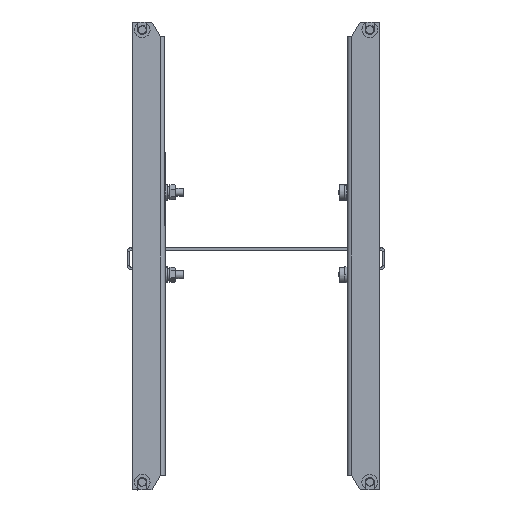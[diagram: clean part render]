
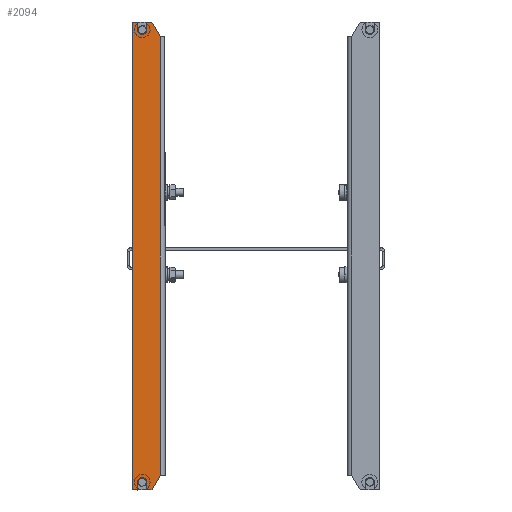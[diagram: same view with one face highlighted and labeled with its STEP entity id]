
A CAD part, left-side view. The second image highlights one B-rep face of the part: STEP entity #2094.
In plain terms, the highlighted face is planar.
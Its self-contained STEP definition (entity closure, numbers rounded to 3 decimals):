
#22 = DIRECTION ( 'NONE',  ( 1., 0., 0. ) ) ;
#43 = VERTEX_POINT ( 'NONE', #3224 ) ;
#192 = DIRECTION ( 'NONE',  ( 1., 0., 0. ) ) ;
#230 = LINE ( 'NONE', #6251, #2867 ) ;
#304 = EDGE_CURVE ( 'NONE', #2738, #5064, #230, .T. ) ;
#400 = CARTESIAN_POINT ( 'NONE',  ( 168.75, -9., -2. ) ) ;
#490 = ORIENTED_EDGE ( 'NONE', *, *, #9350, .T. ) ;
#572 = CIRCLE ( 'NONE', #3075, 3.5 ) ;
#598 = VECTOR ( 'NONE', #2976, 1000. ) ;
#718 = ORIENTED_EDGE ( 'NONE', *, *, #2933, .T. ) ;
#806 = DIRECTION ( 'NONE',  ( -0.866, 0.5, 0. ) ) ;
#931 = DIRECTION ( 'NONE',  ( -0.866, -0.5, 0. ) ) ;
#975 = CARTESIAN_POINT ( 'NONE',  ( 180., -2.5, -2. ) ) ;
#1052 = AXIS2_PLACEMENT_3D ( 'NONE', #7590, #6154, #192 ) ;
#1057 = VECTOR ( 'NONE', #5520, 1000. ) ;
#1087 = EDGE_CURVE ( 'NONE', #1123, #43, #2951, .T. ) ;
#1123 = VERTEX_POINT ( 'NONE', #8746 ) ;
#1290 = CARTESIAN_POINT ( 'NONE',  ( 174., 5., -2. ) ) ;
#1363 = AXIS2_PLACEMENT_3D ( 'NONE', #8271, #3166, #6037 ) ;
#1453 = EDGE_CURVE ( 'NONE', #3455, #6784, #6904, .T. ) ;
#1501 = CARTESIAN_POINT ( 'NONE',  ( -174., 8.5, -2. ) ) ;
#1539 = VECTOR ( 'NONE', #2722, 1000. ) ;
#1833 = LINE ( 'NONE', #400, #1539 ) ;
#1868 = VERTEX_POINT ( 'NONE', #7961 ) ;
#1965 = DIRECTION ( 'NONE',  ( 0., 1., 0. ) ) ;
#2069 = CARTESIAN_POINT ( 'NONE',  ( 180., 1.5, -2. ) ) ;
#2094 = ADVANCED_FACE ( 'NONE', ( #8443 ), #3470, .F. ) ;
#2217 = CARTESIAN_POINT ( 'NONE',  ( 180., 12.5, -2. ) ) ;
#2438 = DIRECTION ( 'NONE',  ( -1., 0., 0. ) ) ;
#2470 = EDGE_CURVE ( 'NONE', #7004, #8976, #9076, .T. ) ;
#2531 = EDGE_CURVE ( 'NONE', #2601, #1868, #4697, .T. ) ;
#2601 = VERTEX_POINT ( 'NONE', #7881 ) ;
#2609 = VECTOR ( 'NONE', #931, 1000. ) ;
#2615 = VECTOR ( 'NONE', #2904, 1000. ) ;
#2627 = VECTOR ( 'NONE', #6601, 1000. ) ;
#2722 = DIRECTION ( 'NONE',  ( -1., 0., 0. ) ) ;
#2738 = VERTEX_POINT ( 'NONE', #1501 ) ;
#2864 = ORIENTED_EDGE ( 'NONE', *, *, #2531, .T. ) ;
#2867 = VECTOR ( 'NONE', #5525, 1000. ) ;
#2895 = CARTESIAN_POINT ( 'NONE',  ( -180., 12.5, -2. ) ) ;
#2904 = DIRECTION ( 'NONE',  ( 0., -1., 0. ) ) ;
#2933 = EDGE_CURVE ( 'NONE', #6784, #2738, #6815, .T. ) ;
#2938 = ORIENTED_EDGE ( 'NONE', *, *, #7230, .T. ) ;
#2951 = LINE ( 'NONE', #2895, #9606 ) ;
#2976 = DIRECTION ( 'NONE',  ( 1., 0., 0. ) ) ;
#3075 = AXIS2_PLACEMENT_3D ( 'NONE', #1290, #7043, #4858 ) ;
#3166 = DIRECTION ( 'NONE',  ( 0., 0., 1. ) ) ;
#3224 = CARTESIAN_POINT ( 'NONE',  ( -180., 1.5, -2. ) ) ;
#3237 = CARTESIAN_POINT ( 'NONE',  ( 180., 12.5, -2. ) ) ;
#3292 = ORIENTED_EDGE ( 'NONE', *, *, #2470, .T. ) ;
#3353 = ORIENTED_EDGE ( 'NONE', *, *, #6409, .T. ) ;
#3376 = CARTESIAN_POINT ( 'NONE',  ( -180., 8.5, -2. ) ) ;
#3455 = VERTEX_POINT ( 'NONE', #6101 ) ;
#3470 = PLANE ( 'NONE',  #1052 ) ;
#3654 = CARTESIAN_POINT ( 'NONE',  ( 182., 1.5, -2. ) ) ;
#3655 = CARTESIAN_POINT ( 'NONE',  ( -168.75, 12.5, -2. ) ) ;
#3757 = CARTESIAN_POINT ( 'NONE',  ( -174., 5., -2. ) ) ;
#3995 = ORIENTED_EDGE ( 'NONE', *, *, #304, .T. ) ;
#4070 = VERTEX_POINT ( 'NONE', #5532 ) ;
#4113 = VERTEX_POINT ( 'NONE', #3237 ) ;
#4164 = VECTOR ( 'NONE', #5113, 1000. ) ;
#4418 = LINE ( 'NONE', #2217, #2627 ) ;
#4493 = CARTESIAN_POINT ( 'NONE',  ( -170.5, 5., -2. ) ) ;
#4525 = ORIENTED_EDGE ( 'NONE', *, *, #1453, .T. ) ;
#4656 = CARTESIAN_POINT ( 'NONE',  ( -168.75, -9., -2. ) ) ;
#4697 = LINE ( 'NONE', #975, #2609 ) ;
#4738 = EDGE_CURVE ( 'NONE', #4113, #7004, #4418, .T. ) ;
#4741 = LINE ( 'NONE', #9320, #8412 ) ;
#4762 = ORIENTED_EDGE ( 'NONE', *, *, #7194, .T. ) ;
#4858 = DIRECTION ( 'NONE',  ( -1., 0., 0. ) ) ;
#4939 = EDGE_LOOP ( 'NONE', ( #3292, #490, #4762, #5045, #2864, #9346, #2938, #5320, #9504, #4525, #718, #3995, #3353, #9559, #8254 ) ) ;
#5004 = VERTEX_POINT ( 'NONE', #4656 ) ;
#5045 = ORIENTED_EDGE ( 'NONE', *, *, #5934, .T. ) ;
#5064 = VERTEX_POINT ( 'NONE', #3376 ) ;
#5113 = DIRECTION ( 'NONE',  ( -1., 0., 0. ) ) ;
#5150 = CARTESIAN_POINT ( 'NONE',  ( 180., 12.5, -2. ) ) ;
#5161 = LINE ( 'NONE', #3655, #4164 ) ;
#5170 = CARTESIAN_POINT ( 'NONE',  ( 174., 1.5, -2. ) ) ;
#5196 = LINE ( 'NONE', #5150, #2615 ) ;
#5320 = ORIENTED_EDGE ( 'NONE', *, *, #1087, .T. ) ;
#5520 = DIRECTION ( 'NONE',  ( 1., 0., 0. ) ) ;
#5525 = DIRECTION ( 'NONE',  ( -1., 0., 0. ) ) ;
#5532 = CARTESIAN_POINT ( 'NONE',  ( -180., 12.5, -2. ) ) ;
#5674 = VERTEX_POINT ( 'NONE', #5170 ) ;
#5934 = EDGE_CURVE ( 'NONE', #9412, #2601, #5196, .T. ) ;
#6037 = DIRECTION ( 'NONE',  ( 1., 0., 0. ) ) ;
#6101 = CARTESIAN_POINT ( 'NONE',  ( -174., 1.5, -2. ) ) ;
#6154 = DIRECTION ( 'NONE',  ( 0., 0., 1. ) ) ;
#6251 = CARTESIAN_POINT ( 'NONE',  ( 0., 8.5, -2. ) ) ;
#6409 = EDGE_CURVE ( 'NONE', #5064, #4070, #4741, .T. ) ;
#6472 = EDGE_CURVE ( 'NONE', #43, #3455, #9231, .T. ) ;
#6571 = CARTESIAN_POINT ( 'NONE',  ( 174., 8.5, -2. ) ) ;
#6601 = DIRECTION ( 'NONE',  ( 0., -1., 0. ) ) ;
#6725 = DIRECTION ( 'NONE',  ( 0., 0., 1. ) ) ;
#6784 = VERTEX_POINT ( 'NONE', #4493 ) ;
#6815 = CIRCLE ( 'NONE', #1363, 3.5 ) ;
#6904 = CIRCLE ( 'NONE', #8184, 3.5 ) ;
#7004 = VERTEX_POINT ( 'NONE', #9416 ) ;
#7043 = DIRECTION ( 'NONE',  ( 0., 0., 1. ) ) ;
#7194 = EDGE_CURVE ( 'NONE', #5674, #9412, #9603, .T. ) ;
#7230 = EDGE_CURVE ( 'NONE', #5004, #1123, #8853, .T. ) ;
#7525 = CARTESIAN_POINT ( 'NONE',  ( 182., 8.5, -2. ) ) ;
#7556 = EDGE_CURVE ( 'NONE', #1868, #5004, #1833, .T. ) ;
#7590 = CARTESIAN_POINT ( 'NONE',  ( 0., 0., -2. ) ) ;
#7735 = CARTESIAN_POINT ( 'NONE',  ( 0., 1.5, -2. ) ) ;
#7881 = CARTESIAN_POINT ( 'NONE',  ( 180., -2.5, -2. ) ) ;
#7961 = CARTESIAN_POINT ( 'NONE',  ( 168.75, -9., -2. ) ) ;
#8184 = AXIS2_PLACEMENT_3D ( 'NONE', #3757, #6725, #22 ) ;
#8245 = VECTOR ( 'NONE', #2438, 1000. ) ;
#8254 = ORIENTED_EDGE ( 'NONE', *, *, #4738, .T. ) ;
#8271 = CARTESIAN_POINT ( 'NONE',  ( -174., 5., -2. ) ) ;
#8412 = VECTOR ( 'NONE', #8526, 1000. ) ;
#8443 = FACE_OUTER_BOUND ( 'NONE', #4939, .T. ) ;
#8463 = EDGE_CURVE ( 'NONE', #4113, #4070, #5161, .T. ) ;
#8526 = DIRECTION ( 'NONE',  ( 0., 1., 0. ) ) ;
#8591 = VECTOR ( 'NONE', #806, 1000. ) ;
#8746 = CARTESIAN_POINT ( 'NONE',  ( -180., -2.5, -2. ) ) ;
#8853 = LINE ( 'NONE', #9564, #8591 ) ;
#8976 = VERTEX_POINT ( 'NONE', #6571 ) ;
#9076 = LINE ( 'NONE', #7525, #8245 ) ;
#9231 = LINE ( 'NONE', #7735, #1057 ) ;
#9320 = CARTESIAN_POINT ( 'NONE',  ( -180., 12.5, -2. ) ) ;
#9346 = ORIENTED_EDGE ( 'NONE', *, *, #7556, .T. ) ;
#9350 = EDGE_CURVE ( 'NONE', #8976, #5674, #572, .T. ) ;
#9412 = VERTEX_POINT ( 'NONE', #2069 ) ;
#9416 = CARTESIAN_POINT ( 'NONE',  ( 180., 8.5, -2. ) ) ;
#9504 = ORIENTED_EDGE ( 'NONE', *, *, #6472, .T. ) ;
#9559 = ORIENTED_EDGE ( 'NONE', *, *, #8463, .F. ) ;
#9564 = CARTESIAN_POINT ( 'NONE',  ( -180., -2.5, -2. ) ) ;
#9603 = LINE ( 'NONE', #3654, #598 ) ;
#9606 = VECTOR ( 'NONE', #1965, 1000. ) ;
